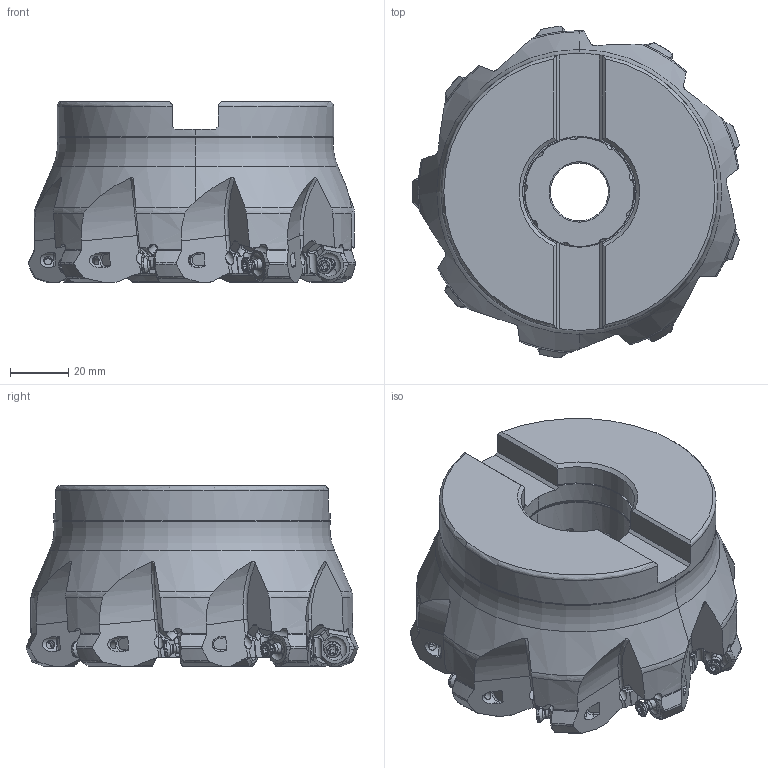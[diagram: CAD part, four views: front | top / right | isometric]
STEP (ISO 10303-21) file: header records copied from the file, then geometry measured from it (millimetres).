
FILE_DESCRIPTION(/* description */ (''),/* implementation_level */ '2;1');
FILE_NAME(/* name */ 'AHX475SUR0409EA.stp',/* time_stamp */ '2017-10-10T15:50:48+09:00',/* author */ (''),/* organization */ (''),/* preprocessor_version */ 'ST-DEVELOPER v16',/* originating_system */ 'SIEMENS PLM Software NX 10.0',/* authorisation */ '');
FILE_SCHEMA (('AUTOMOTIVE_DESIGN { 1 0 10303 214 3 1 1 1 }'));
Products named in the file (1): AHX475SUR0409EA_ASM
Bounding box: 112.73 x 114.31 x 62.18 mm (x, y, z)
Volume: 400167.3 mm3; surface area: 50587.2 mm2
Topology: 10 solids, 10 shells, 1227 faces, 3494 edges, 2270 vertices
Faces by surface type: cylinder 489, torus 266, plane 246, cone 118, extrusion 54, bspline 36, sphere 18
Entity records: 50863 total; most frequent: CARTESIAN_POINT 19378, ORIENTED_EDGE 6952, DIRECTION 6342, EDGE_CURVE 3476, AXIS2_PLACEMENT_3D 2665, VERTEX_POINT 2270, EDGE_LOOP 1266, CIRCLE 1241
